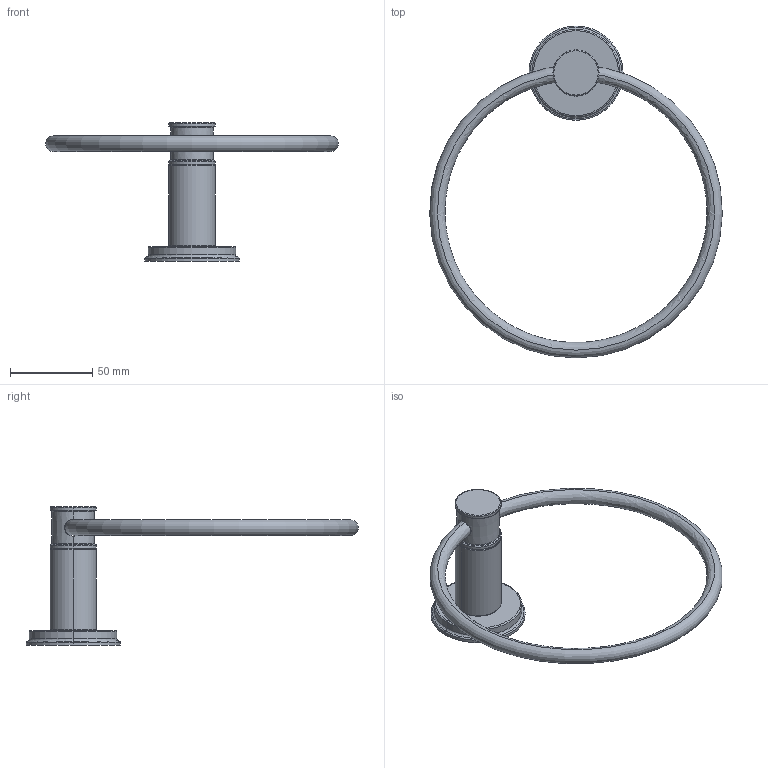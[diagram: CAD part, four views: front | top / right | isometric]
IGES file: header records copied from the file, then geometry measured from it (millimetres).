
Start section:  PTC IGES file: 3270-1410.igs
Global section: file name: 3270-1410.igs; native system: Creo Parametric by PTC Inc.; preprocessor: 2023134; author: SwamiS; organization: Unknown; date: 20250421.175750; units: inch
Bounding box: 177.63 x 201.54 x 84.07 mm (x, y, z)
Surface area: 41231.5 mm2 (no closed solid volume)
Topology: 0 solids, 0 shells, 52 faces, 224 edges, 224 vertices
Faces by surface type: revolution 46, bspline 6
